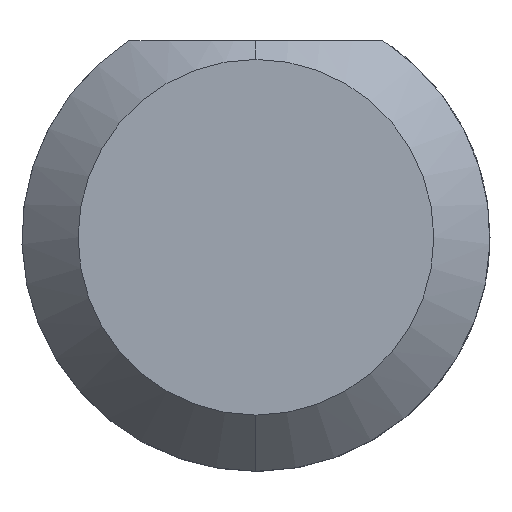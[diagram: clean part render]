
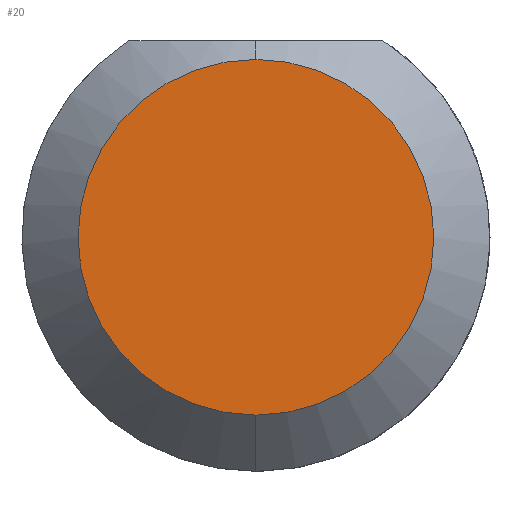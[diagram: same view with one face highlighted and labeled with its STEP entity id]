
A CAD part, left-side view. The second image highlights one B-rep face of the part: STEP entity #20.
In plain terms, the highlighted planar face has unit normal (-1, 0, 0).
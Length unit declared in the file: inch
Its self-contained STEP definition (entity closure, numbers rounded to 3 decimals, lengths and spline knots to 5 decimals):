
#20 = ADVANCED_FACE ( 'NONE', ( #652 ), #327, .F. ) ;
#51 = CARTESIAN_POINT ( 'NONE',  ( 0., 0., 0. ) ) ;
#60 = VERTEX_POINT ( 'NONE', #547 ) ;
#66 = DIRECTION ( 'NONE',  ( 0., 0., -1. ) ) ;
#85 = CARTESIAN_POINT ( 'NONE',  ( 0., 0., -0.0475 ) ) ;
#92 = DIRECTION ( 'NONE',  ( -1., 0., 0. ) ) ;
#142 = AXIS2_PLACEMENT_3D ( 'NONE', #210, #92, #580 ) ;
#153 = AXIS2_PLACEMENT_3D ( 'NONE', #51, #277, #490 ) ;
#199 = EDGE_LOOP ( 'NONE', ( #486, #292 ) ) ;
#210 = CARTESIAN_POINT ( 'NONE',  ( 0., 0., 0. ) ) ;
#277 = DIRECTION ( 'NONE',  ( -1., 0., 0. ) ) ;
#292 = ORIENTED_EDGE ( 'NONE', *, *, #317, .T. ) ;
#314 = CIRCLE ( 'NONE', #153, 0.0475 ) ;
#317 = EDGE_CURVE ( 'NONE', #60, #377, #328, .T. ) ;
#327 = PLANE ( 'NONE',  #659 ) ;
#328 = CIRCLE ( 'NONE', #142, 0.0475 ) ;
#337 = DIRECTION ( 'NONE',  ( 1., 0., 0. ) ) ;
#377 = VERTEX_POINT ( 'NONE', #85 ) ;
#448 = CARTESIAN_POINT ( 'NONE',  ( 0., 0., 0. ) ) ;
#486 = ORIENTED_EDGE ( 'NONE', *, *, #538, .T. ) ;
#490 = DIRECTION ( 'NONE',  ( 0., 0., 1. ) ) ;
#538 = EDGE_CURVE ( 'NONE', #377, #60, #314, .T. ) ;
#547 = CARTESIAN_POINT ( 'NONE',  ( 0., 0., 0.0475 ) ) ;
#580 = DIRECTION ( 'NONE',  ( 0., 0., 1. ) ) ;
#652 = FACE_OUTER_BOUND ( 'NONE', #199, .T. ) ;
#659 = AXIS2_PLACEMENT_3D ( 'NONE', #448, #337, #66 ) ;
